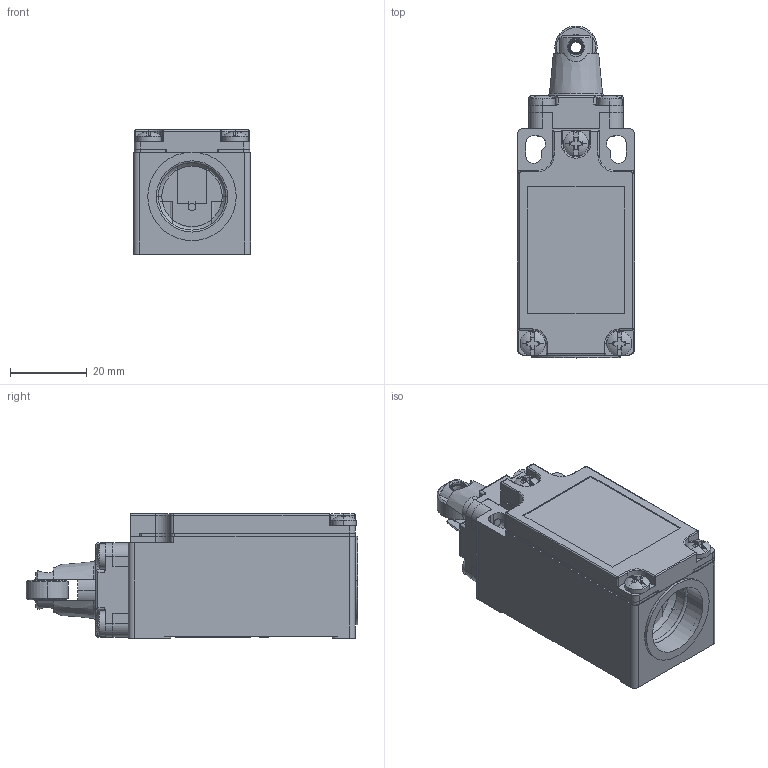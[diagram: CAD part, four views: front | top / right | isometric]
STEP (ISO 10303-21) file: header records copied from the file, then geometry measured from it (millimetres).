
FILE_DESCRIPTION((''),'2;1');
FILE_NAME('E10000BM_ASM','2022-07-29T11:32:26',('alessandro.buglione'),(''),'CREO PARAMETRIC BY PTC INC, 2022014','CREO PARAMETRIC BY PTC INC, 2022014','');
FILE_SCHEMA(('CONFIG_CONTROL_DESIGN'));
Products named in the file (33): 880001-001; S880032; 550626; S880028; 220064_B; S880060; S880065-001; S880027; S880024; S880061; S880062; S880064_AF0; S880062_ASM; S880026; S880059; S880063-001_123; 880265_ASM; 880038; 880249; 880137; 880087; 881644; 880189_AF0; Z51533_ASM; 880155; 880201; 880135; 880240; 880014; 880239; 880194; 890187; E10000BM_ASM
Assembly tree (53 placements, depth 4):
  E10000BM_ASM
    880001-001
    880265_ASM
      S880032
      550626  x4
      S880028  x4
      220064_B  x4
      S880060
      S880065-001
      S880027  x2
      S880024  x4
      S880061
      S880062_ASM  x2
        S880062
        S880064_AF0
      S880026
      S880059
      S880063-001_123
      S880062
    Z51533_ASM
      880038
      880249
      880137
      880087
      881644
      880189_AF0
    880155
    880201
    880135
    880240  x4
    880014
    880239  x3
    880194
    890187
Bounding box: 30.5 x 86.3 x 32.3 mm (x, y, z)
Volume: 37863.9 mm3; surface area: 53670.3 mm2
Topology: 68 solids, 85 shells, 4238 faces, 11183 edges, 7196 vertices
Faces by surface type: plane 2756, cylinder 926, cone 223, sphere 142, torus 137, bspline 52, extrusion 2
Entity records: 115893 total; most frequent: CARTESIAN_POINT 38500, ORIENTED_EDGE 16244, DIRECTION 15541, EDGE_CURVE 8135, VECTOR 6251, LINE 6249, VERTEX_POINT 5271, AXIS2_PLACEMENT_3D 4645
